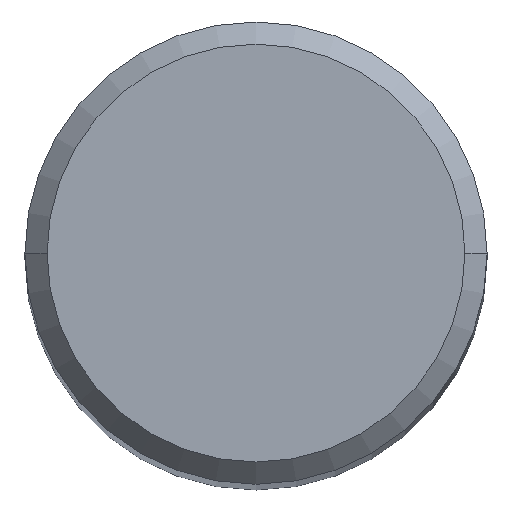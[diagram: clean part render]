
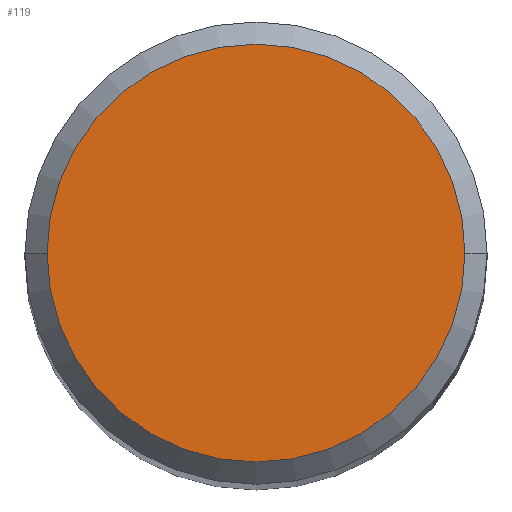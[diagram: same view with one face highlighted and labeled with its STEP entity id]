
A CAD part, top view. The second image highlights one B-rep face of the part: STEP entity #119.
In plain terms, the highlighted planar face has unit normal (0, 0, 1).
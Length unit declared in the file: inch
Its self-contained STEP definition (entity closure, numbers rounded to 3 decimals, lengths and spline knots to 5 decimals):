
#3 = AXIS2_PLACEMENT_3D ( 'NONE', #195, #65, #145 ) ;
#27 = CARTESIAN_POINT ( 'NONE',  ( 0., 0., 2.5 ) ) ;
#50 = CIRCLE ( 'NONE', #88, 0.14125 ) ;
#62 = CARTESIAN_POINT ( 'NONE',  ( 0., 0., 2.5 ) ) ;
#65 = DIRECTION ( 'NONE',  ( 0., 0., 1. ) ) ;
#76 = ORIENTED_EDGE ( 'NONE', *, *, #116, .T. ) ;
#88 = AXIS2_PLACEMENT_3D ( 'NONE', #27, #89, #146 ) ;
#89 = DIRECTION ( 'NONE',  ( 0., 0., 1. ) ) ;
#90 = CARTESIAN_POINT ( 'NONE',  ( -0.14125, 0., 2.5 ) ) ;
#109 = FACE_OUTER_BOUND ( 'NONE', #173, .T. ) ;
#116 = EDGE_CURVE ( 'NONE', #207, #249, #202, .T. ) ;
#119 = ADVANCED_FACE ( 'NONE', ( #109 ), #214, .T. ) ;
#122 = EDGE_CURVE ( 'NONE', #249, #207, #50, .T. ) ;
#129 = DIRECTION ( 'NONE',  ( 0., 0., 1. ) ) ;
#145 = DIRECTION ( 'NONE',  ( 1., 0., 0. ) ) ;
#146 = DIRECTION ( 'NONE',  ( 1., 0., 0. ) ) ;
#160 = AXIS2_PLACEMENT_3D ( 'NONE', #62, #129, #198 ) ;
#173 = EDGE_LOOP ( 'NONE', ( #225, #76 ) ) ;
#187 = CARTESIAN_POINT ( 'NONE',  ( 0.14125, 0., 2.5 ) ) ;
#195 = CARTESIAN_POINT ( 'NONE',  ( 0., 0., 2.5 ) ) ;
#198 = DIRECTION ( 'NONE',  ( 1., 0., 0. ) ) ;
#202 = CIRCLE ( 'NONE', #3, 0.14125 ) ;
#207 = VERTEX_POINT ( 'NONE', #187 ) ;
#214 = PLANE ( 'NONE',  #160 ) ;
#225 = ORIENTED_EDGE ( 'NONE', *, *, #122, .T. ) ;
#249 = VERTEX_POINT ( 'NONE', #90 ) ;
